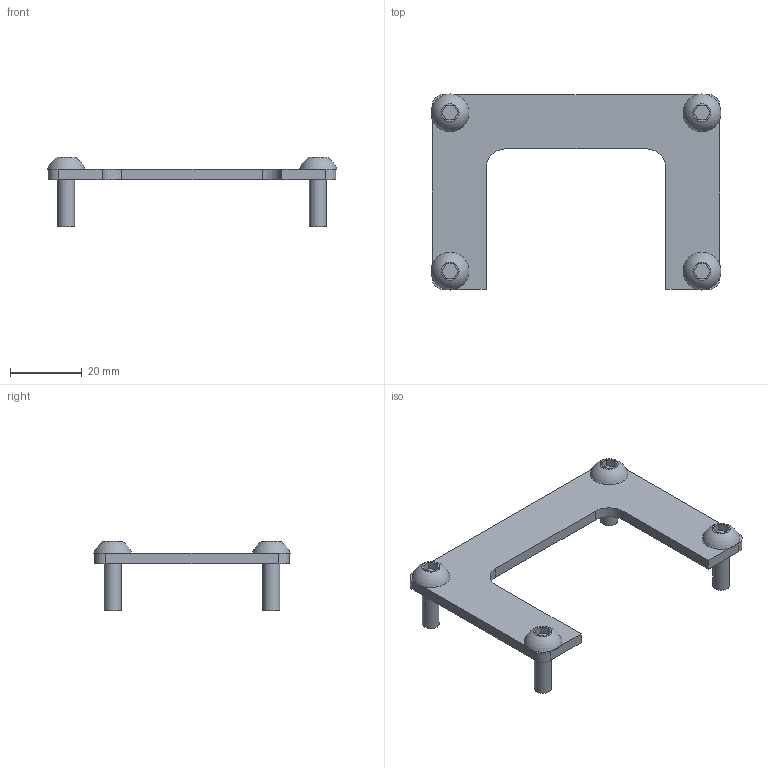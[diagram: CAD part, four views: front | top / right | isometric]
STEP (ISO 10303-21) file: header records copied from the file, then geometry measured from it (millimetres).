
FILE_DESCRIPTION(/* description */ (''),/* implementation_level */ '2;1');
FILE_NAME(/* name */ '143332',/* time_stamp */ '2014-10-06T14:07:40+02:00',/* author */ (''),/* organization */ (''),/* preprocessor_version */ 'ST-DEVELOPER v14',/* originating_system */ 'HiCAD 2013 1802.4 Build 509',/* authorisation */ '');
FILE_SCHEMA (('AUTOMOTIVE_DESIGN { 1 0 10303 214 1 1 1 1 }'));
Length unit declared in the file: millimetre
Products named in the file (6): Root; 143332Afdekkap voor schuifprofiel 40-80BOIKON0; 120030Laagbolkopschroef M6 x 16Pan head bolts0
Assembly tree (5 placements, depth 3):
  Root
    143332Afdekkap voor schuifprofiel 40-80BOIKON0
      120030Laagbolkopschroef M6 x 16Pan head bolts0
      120030Laagbolkopschroef M6 x 16Pan head bolts0
      120030Laagbolkopschroef M6 x 16Pan head bolts0
      120030Laagbolkopschroef M6 x 16Pan head bolts0
Bounding box: 80.5 x 54.5 x 19.3 mm (x, y, z)
Volume: 8592.5 mm3; surface area: 7684.2 mm2
Topology: 5 solids, 5 shells, 76 faces, 174 edges, 117 vertices
Faces by surface type: plane 50, cylinder 18, cone 4, sphere 4
Full cylindrical faces by diameter (mm): 4.773 x4, 6 x4, 6.5 x4
Entity records: 3662 total; most frequent: DIRECTION 362, CARTESIAN_POINT 341, PRESENTATION_STYLE_ASSIGNMENT 309, OVER_RIDING_STYLED_ITEM 304, COLOUR_RGB 295, DRAUGHTING_PRE_DEFINED_CURVE_FONT 292, CURVE_STYLE 292, ORIENTED_EDGE 292
